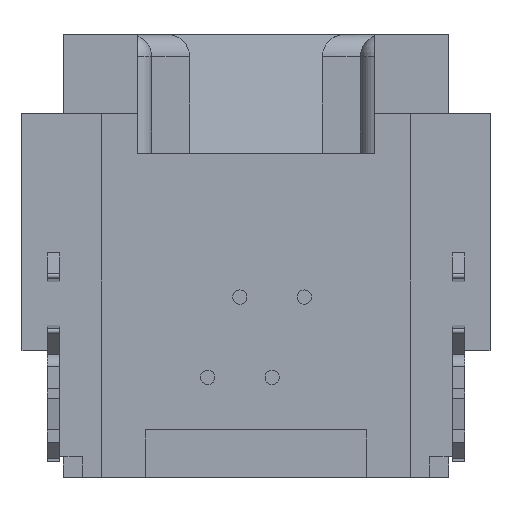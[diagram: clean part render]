
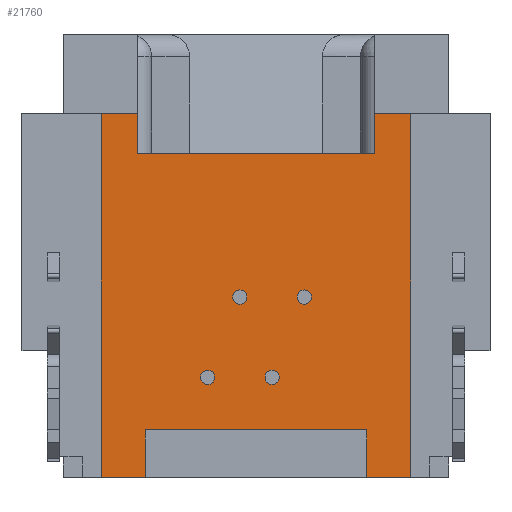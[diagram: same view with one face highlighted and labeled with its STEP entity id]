
A CAD part, front view. The second image highlights one B-rep face of the part: STEP entity #21760.
In plain terms, the highlighted planar face has unit normal (0, -1, 0).
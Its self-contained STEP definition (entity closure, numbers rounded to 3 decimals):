
#5230=CARTESIAN_POINT('',(-5.75,0.4,-11.5));
#5240=VERTEX_POINT('',#5230);
#5270=CARTESIAN_POINT('',(-4.35,0.4,-11.5));
#5280=DIRECTION('',(-1.,0.,0.));
#5290=VECTOR('',#5280,1.);
#5300=LINE('',#5270,#5290);
#5310=CARTESIAN_POINT('',(-4.35,0.4,-11.5));
#5320=VERTEX_POINT('',#5310);
#5330=EDGE_CURVE('',#5320,#5240,#5300,.T.);
#5550=CARTESIAN_POINT('',(2.65,0.4,-11.5));
#5560=VERTEX_POINT('',#5550);
#5590=CARTESIAN_POINT('',(4.05,0.4,-11.5));
#5600=DIRECTION('',(-1.,0.,0.));
#5610=VECTOR('',#5600,1.);
#5620=LINE('',#5590,#5610);
#5630=CARTESIAN_POINT('',(4.05,0.4,-11.5));
#5640=VERTEX_POINT('',#5630);
#5650=EDGE_CURVE('',#5640,#5560,#5620,.T.);
#14470=CARTESIAN_POINT('',(4.05,0.4,-11.5));
#14480=DIRECTION('',(0.,0.,1.));
#14490=VECTOR('',#14480,1.);
#14500=LINE('',#14470,#14490);
#14510=CARTESIAN_POINT('',(4.05,0.4,0.));
#14520=VERTEX_POINT('',#14510);
#14530=EDGE_CURVE('',#5640,#14520,#14500,.T.);
#14950=CARTESIAN_POINT('',(4.05,0.4,0.));
#14960=DIRECTION('',(-1.,0.,0.));
#14970=VECTOR('',#14960,1.);
#14980=LINE('',#14950,#14970);
#14990=CARTESIAN_POINT('',(2.9,0.4,0.));
#15000=VERTEX_POINT('',#14990);
#15010=EDGE_CURVE('',#14520,#15000,#14980,.T.);
#20310=CARTESIAN_POINT('',(2.9,0.4,0.));
#20320=DIRECTION('',(0.,0.,-1.));
#20330=VECTOR('',#20320,1.);
#20340=LINE('',#20310,#20330);
#20350=CARTESIAN_POINT('',(2.9,0.4,-1.25));
#20360=VERTEX_POINT('',#20350);
#20370=EDGE_CURVE('',#15000,#20360,#20340,.T.);
#20520=CARTESIAN_POINT('',(2.447,0.4,-8.603));
#20530=DIRECTION('',(0.,-1.,0.));
#20540=DIRECTION('',(-1.,0.,0.));
#20550=AXIS2_PLACEMENT_3D('',#20520,#20530,#20540);
#20560=PLANE('',#20550);
#20570=CARTESIAN_POINT('',(2.65,0.4,-10.));
#20580=DIRECTION('',(-1.,0.,0.));
#20590=VECTOR('',#20580,1.);
#20600=LINE('',#20570,#20590);
#20610=CARTESIAN_POINT('',(2.65,0.4,-10.));
#20620=VERTEX_POINT('',#20610);
#20630=CARTESIAN_POINT('',(-4.35,0.4,-10.));
#20640=VERTEX_POINT('',#20630);
#20650=EDGE_CURVE('',#20620,#20640,#20600,.T.);
#20660=ORIENTED_EDGE('',*,*,#20650,.F.);
#20670=CARTESIAN_POINT('',(-4.35,0.4,-10.));
#20680=DIRECTION('',(0.,0.,-1.));
#20690=VECTOR('',#20680,1.);
#20700=LINE('',#20670,#20690);
#20710=EDGE_CURVE('',#20640,#5320,#20700,.T.);
#20720=ORIENTED_EDGE('',*,*,#20710,.F.);
#20730=ORIENTED_EDGE('',*,*,#5330,.F.);
#20740=CARTESIAN_POINT('',(-5.75,0.4,-11.5));
#20750=DIRECTION('',(0.,0.,1.));
#20760=VECTOR('',#20750,1.);
#20770=LINE('',#20740,#20760);
#20780=CARTESIAN_POINT('',(-5.75,0.4,0.));
#20790=VERTEX_POINT('',#20780);
#20800=EDGE_CURVE('',#5240,#20790,#20770,.T.);
#20810=ORIENTED_EDGE('',*,*,#20800,.F.);
#20820=CARTESIAN_POINT('',(-4.6,0.4,0.));
#20830=DIRECTION('',(-1.,0.,0.));
#20840=VECTOR('',#20830,1.);
#20850=LINE('',#20820,#20840);
#20860=CARTESIAN_POINT('',(-4.6,0.4,0.));
#20870=VERTEX_POINT('',#20860);
#20880=EDGE_CURVE('',#20870,#20790,#20850,.T.);
#20890=ORIENTED_EDGE('',*,*,#20880,.T.);
#20900=CARTESIAN_POINT('',(-4.6,0.4,-1.25));
#20910=DIRECTION('',(0.,0.,1.));
#20920=VECTOR('',#20910,1.);
#20930=LINE('',#20900,#20920);
#20940=CARTESIAN_POINT('',(-4.6,0.4,-1.25));
#20950=VERTEX_POINT('',#20940);
#20960=EDGE_CURVE('',#20950,#20870,#20930,.T.);
#20970=ORIENTED_EDGE('',*,*,#20960,.T.);
#20980=CARTESIAN_POINT('',(-4.6,0.4,-1.25));
#20990=DIRECTION('',(1.,0.,0.));
#21000=VECTOR('',#20990,1.);
#21010=LINE('',#20980,#21000);
#21020=EDGE_CURVE('',#20950,#20360,#21010,.T.);
#21030=ORIENTED_EDGE('',*,*,#21020,.F.);
#21040=ORIENTED_EDGE('',*,*,#20370,.T.);
#21050=ORIENTED_EDGE('',*,*,#15010,.T.);
#21060=ORIENTED_EDGE('',*,*,#14530,.T.);
#21070=ORIENTED_EDGE('',*,*,#5650,.F.);
#21080=CARTESIAN_POINT('',(2.65,0.4,-11.5));
#21090=DIRECTION('',(0.,0.,1.));
#21100=VECTOR('',#21090,1.);
#21110=LINE('',#21080,#21100);
#21120=EDGE_CURVE('',#5560,#20620,#21110,.T.);
#21130=ORIENTED_EDGE('',*,*,#21120,.F.);
#21140=EDGE_LOOP('',(#21130,#21070,#21060,#21050,#21040,#21030,#20970,
#20890,#20810,#20730,#20720,#20660));
#21150=FACE_OUTER_BOUND('',#21140,.T.);
#21160=CARTESIAN_POINT('',(-2.38,0.4,-8.34));
#21170=DIRECTION('',(0.,1.,0.));
#21180=DIRECTION('',(-1.,0.,0.));
#21190=AXIS2_PLACEMENT_3D('',#21160,#21170,#21180);
#21200=CIRCLE('',#21190,0.225);
#21210=CARTESIAN_POINT('',(-2.605,0.4,-8.34));
#21220=VERTEX_POINT('',#21210);
#21230=CARTESIAN_POINT('',(-2.155,0.4,-8.34));
#21240=VERTEX_POINT('',#21230);
#21250=EDGE_CURVE('',#21220,#21240,#21200,.T.);
#21260=ORIENTED_EDGE('',*,*,#21250,.T.);
#21270=EDGE_CURVE('',#21240,#21220,#21200,.T.);
#21280=ORIENTED_EDGE('',*,*,#21270,.T.);
#21290=EDGE_LOOP('',(#21280,#21260));
#21300=FACE_BOUND('',#21290,.T.);
#21310=CARTESIAN_POINT('',(0.68,0.4,-5.8));
#21320=DIRECTION('',(0.,1.,0.));
#21330=DIRECTION('',(-1.,0.,0.));
#21340=AXIS2_PLACEMENT_3D('',#21310,#21320,#21330);
#21350=CIRCLE('',#21340,0.225);
#21360=CARTESIAN_POINT('',(0.455,0.4,-5.8));
#21370=VERTEX_POINT('',#21360);
#21380=CARTESIAN_POINT('',(0.905,0.4,-5.8));
#21390=VERTEX_POINT('',#21380);
#21400=EDGE_CURVE('',#21370,#21390,#21350,.T.);
#21410=ORIENTED_EDGE('',*,*,#21400,.T.);
#21420=EDGE_CURVE('',#21390,#21370,#21350,.T.);
#21430=ORIENTED_EDGE('',*,*,#21420,.T.);
#21440=EDGE_LOOP('',(#21430,#21410));
#21450=FACE_BOUND('',#21440,.T.);
#21460=CARTESIAN_POINT('',(-0.34,0.4,-8.34));
#21470=DIRECTION('',(0.,1.,0.));
#21480=DIRECTION('',(-1.,0.,0.));
#21490=AXIS2_PLACEMENT_3D('',#21460,#21470,#21480);
#21500=CIRCLE('',#21490,0.225);
#21510=CARTESIAN_POINT('',(-0.565,0.4,-8.34));
#21520=VERTEX_POINT('',#21510);
#21530=CARTESIAN_POINT('',(-0.115,0.4,-8.34));
#21540=VERTEX_POINT('',#21530);
#21550=EDGE_CURVE('',#21520,#21540,#21500,.T.);
#21560=ORIENTED_EDGE('',*,*,#21550,.T.);
#21570=EDGE_CURVE('',#21540,#21520,#21500,.T.);
#21580=ORIENTED_EDGE('',*,*,#21570,.T.);
#21590=EDGE_LOOP('',(#21580,#21560));
#21600=FACE_BOUND('',#21590,.T.);
#21610=CARTESIAN_POINT('',(-1.36,0.4,-5.8));
#21620=DIRECTION('',(0.,1.,0.));
#21630=DIRECTION('',(-1.,0.,0.));
#21640=AXIS2_PLACEMENT_3D('',#21610,#21620,#21630);
#21650=CIRCLE('',#21640,0.225);
#21660=CARTESIAN_POINT('',(-1.585,0.4,-5.8));
#21670=VERTEX_POINT('',#21660);
#21680=CARTESIAN_POINT('',(-1.135,0.4,-5.8));
#21690=VERTEX_POINT('',#21680);
#21700=EDGE_CURVE('',#21670,#21690,#21650,.T.);
#21710=ORIENTED_EDGE('',*,*,#21700,.T.);
#21720=EDGE_CURVE('',#21690,#21670,#21650,.T.);
#21730=ORIENTED_EDGE('',*,*,#21720,.T.);
#21740=EDGE_LOOP('',(#21730,#21710));
#21750=FACE_BOUND('',#21740,.T.);
#21760=ADVANCED_FACE('',(#21150,#21300,#21450,#21600,#21750),#20560,.T.)
;
